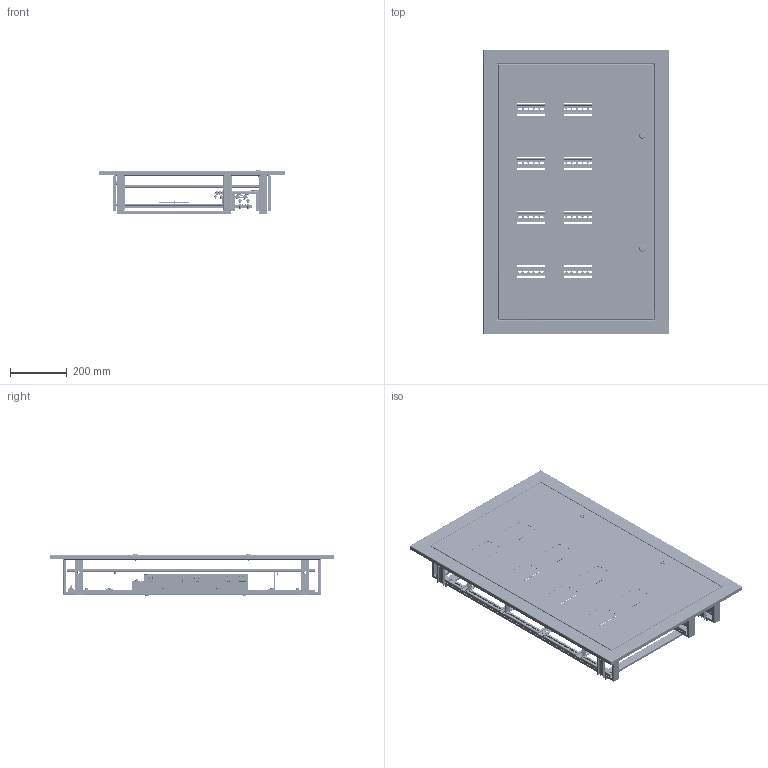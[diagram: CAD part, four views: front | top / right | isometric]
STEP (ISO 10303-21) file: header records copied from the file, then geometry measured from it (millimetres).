
FILE_DESCRIPTION (( 'STEP AP203' ), '1' );
FILE_NAME ('Ùèò ýòàæíûé 8 êâ. 1-äâåðíûé áåç ñëàáîò. îòñ.(1000õ650õ150) EKF PROxima.STEP', '2023-11-16T13:48:30', ( '' ), ( '' ), 'SwSTEP 2.0', 'SolidWorks 2021', '' );
FILE_SCHEMA (( 'CONFIG_CONTROL_DESIGN' ));
Length unit declared in the file: millimetre
Products named in the file (46): 倘-2828.00.00.001 脏朦囗咫黖7,8.; ÌÈ-2414.05.00.002 Ðåéêà ãîðèçîíòàëüíàÿ_8®â¢.; Çàìîê ïî÷òîâûé; ÌÈ-1904.07.00.001 Êðîíøòåéí îäíîñòóïåí÷àòûé; Çàêëåïêà ãàå÷íàÿ Ì8; hex flange nut_din1_Hexagon Flange Nut DIN 6923 - M6 - N; cross ph tapping 968_din_Screw DIN 968-ST4.2x13-C-H-N; Ïëàñòèíà 100õ35; ÌÈ-2414.05.00.003 Êðîíøòåéí ïîä äèí-ðåéêó; Øèíà N, PE 12 îòâ._14; ﾕ黑 ﾙﾝ; ÌÈ-2828.03.00.000 Äâåðü ó÷åòà ÑÁ_8ª¢; hex flange nut_din_Hexagon Flange Nut DIN 6923 - M6 - N; Øïèëüêà Ì6õ12; ÌÈ-1904.06.00.000 Èçîëÿòîð êàðáîëèòîâûé ñ ïðÿìûì è 1 ñòóïåí÷àòûì êðîíøòåéíîì; ÌÈ-1904.07.00.002 Êðîíøòåéí äâóõñòóïåí÷àòûé; ÌÈ-2476.01.00.002 Óñèëèòåëü êàáåëüíûé  ; 昈-2828.01.00.000 扻豵鵨 捘; DIN-謥濋趌L=420 (!); Ãàå÷íàÿ çàêëåïêà Ì4; ﾊ瑩傔3 筧ｯ; Çàêëåïêà öèëèíäðè÷åñêàÿ Ì4 ÑÒ-Á ñ âíóòðåííåé ðåçüáîé_Œ8; ﾌﾈ-2650.01.00.007 ﾊ煇鳫; 昈-2476.01.00.001 栺樇罻; pan head cross recess screw_din_DIN EN ISO 7045 - M6 x 20 - Z - 20N; ÌÈ-2414.01.00.001 Ñòåíêà áîêîâàÿ; Çàæèì äëÿ ïðîâîäíèêîâ ïèòàþùåé öåïè_1; ÌÈ-2414.06.00.00 Èçîëÿòîð êàðáîëèòîâûé 3õ ñòóïåí÷àòûì  è 2õ ñòóïåí÷àòûì êðîíøòåéíàìè; hex flange nut_din3_Hexagon Flange Nut DIN 6923 - M6 - N; ÌÈ-2650.05.00.000 Ðàìà ìîíòàæíàÿ ÑÁ_7,8ª¢; 2_DIN EN ISO 7045 - M4 x 16 - Z - 16N; ÌÈ-2476.04.00.001 Äåðæàòåëü êàðòîíà; Ùèò ýòàæíûé 8 êâ. 1-äâåðíûé áåç ñëàáîò. îòñ.(1000õ650õ150) EKF PROxima; ÌÈ-1904.07.00.000 Èçîëÿòîð êàðáîëèòîâûé 1 ñòóïåí÷àòûì  è 2õ ñòóïåí÷àòûì êðîíøòåéíàìè; pan head cross recess screw_din11_ISO 7045 - M4 x 10 - Z --- 10N; ÌÈ-1904.06.00.001 Êðîíøòåéí ïðÿìîé; pan head cross recess screw_din2_DIN EN ISO 7045 - M4 x 16 - Z - 16N; ÌÈ-2414.06.00.001 Êðîíøòåéí òðåõñòóïåí÷àòûé; ÌÈ-2650.05.00.001 Ðåéêà âåðòèêàëüíàÿ; Çàêëåïêà ãàå÷íàÿ Ì4 ...
Assembly tree (190 placements, depth 4):
  Ùèò ýòàæíûé 8 êâ. 1-äâåðíûé áåç ñëàáîò. îòñ.(1000õ650õ150) EKF PROxima
    昈-2828.01.00.000 扻豵鵨 捘
      ÌÈ-2414.01.00.001 Ñòåíêà áîêîâàÿ  x2
      昈-2476.01.00.001 栺樇罻  x2
      Ïëàñòèíà 100õ35  x4
      ÌÈ-2476.01.00.002 Óñèëèòåëü êàáåëüíûé    x2
      Çàêëåïêà ãàå÷íàÿ Ì8  x4
      Øïèëüêà Ì6õ12  x2
      ﾌﾈ-2650.01.00.007 ﾊ煇鳫  x3
      Çàêëåïêà ãàå÷íàÿ Ì6  x4
    pan head cross recess screw_din1_ISO 7045 - M4 x 16 - Z --- 16N  x3
    cross ph tapping 968_din_Screw DIN 968-ST4.2x13-C-H-N  x2
    hex flange nut_din1_Hexagon Flange Nut DIN 6923 - M6 - N  x2
    hex flange nut_din_Hexagon Flange Nut DIN 6923 - M6 - N  x2
    pan head cross recess screw_din_DIN EN ISO 7045 - M6 x 20 - Z - 20N  x6
    ÌÈ-2650.05.00.000 Ðàìà ìîíòàæíàÿ ÑÁ_7,8ª¢
      ÌÈ-2650.05.00.001 Ðåéêà âåðòèêàëüíàÿ  x2
      ÌÈ-2414.05.00.002 Ðåéêà ãîðèçîíòàëüíàÿ_8®â¢.
      pan head cross recess screw_din11_DIN EN ISO 7045 - M6 x 16 - Z - 16N  x10
      hex flange nut_din3_Hexagon Flange Nut DIN 6923 - M6 - N  x10
      ﾕ黑 ﾙﾝ
      pan head cross recess screw_din2_DIN EN ISO 7045 - M4 x 16 - Z - 16N  x2
      Çàêëåïêà öèëèíäðè÷åñêàÿ Ì4 ÑÒ-Á ñ âíóòðåííåé ðåçüáîé_Œ8
      Øèíà N, PE 12 îòâ._14
      2_DIN EN ISO 7045 - M4 x 16 - Z - 16N
      ÌÈ-2414.05.00.003 Êðîíøòåéí ïîä äèí-ðåéêó  x5
      DIN-謥濋趌L=420 (!)  x4
      ÌÈ-1904.06.00.000 Èçîëÿòîð êàðáîëèòîâûé ñ ïðÿìûì è 1 ñòóïåí÷àòûì êðîíøòåéíîì
        Çàæèì äëÿ ïðîâîäíèêîâ ïèòàþùåé öåïè_1
        ﾕ黑 ﾙﾝ  x2
        ÌÈ-1904.06.00.001 Êðîíøòåéí ïðÿìîé
        ÌÈ-1904.07.00.001 Êðîíøòåéí îäíîñòóïåí÷àòûé
        Ãàå÷íàÿ çàêëåïêà Ì4  x9
        pan head cross recess screw_din11_ISO 7045 - M4 x 10 - Z --- 10N  x8
        plain washer 6902 type abc_din_DIN 6902-A4.55  x3
        pan head cross recess screw_din11_DIN EN ISO 7045 - M4 x 10 - Z - 10N
      ÌÈ-1904.07.00.000 Èçîëÿòîð êàðáîëèòîâûé 1 ñòóïåí÷àòûì  è 2õ ñòóïåí÷àòûì êðîíøòåéíàìè
        Çàæèì äëÿ ïðîâîäíèêîâ ïèòàþùåé öåïè_1
        ÌÈ-1904.07.00.001 Êðîíøòåéí îäíîñòóïåí÷àòûé
        ÌÈ-1904.07.00.002 Êðîíøòåéí äâóõñòóïåí÷àòûé
        ﾕ黑 ﾙﾝ  x2
        Ãàå÷íàÿ çàêëåïêà Ì4  x11
        pan head cross recess screw_din11_ISO 7045 - M4 x 10 - Z --- 10N  x10
        plain washer 6902 type abc_din_DIN 6902-A4.55  x5
        pan head cross recess screw_din11_DIN EN ISO 7045 - M4 x 10 - Z - 10N
      ÌÈ-2414.06.00.00 Èçîëÿòîð êàðáîëèòîâûé 3õ ñòóïåí÷àòûì  è 2õ ñòóïåí÷àòûì êðîíøòåéíàìè
        Çàæèì äëÿ ïðîâîäíèêîâ ïèòàþùåé öåïè_1
        ÌÈ-2414.06.00.001 Êðîíøòåéí òðåõñòóïåí÷àòûé
        ÌÈ-1904.07.00.002 Êðîíøòåéí äâóõñòóïåí÷àòûé
        ﾕ黑 ﾙﾝ  x2
        Ãàå÷íàÿ çàêëåïêà Ì4  x14
        pan head cross recess screw_din11_ISO 7045 - M4 x 10 - Z --- 10N  x14
        plain washer 6902 type abc_din_DIN 6902-A4.55  x8
    ﾊ瑩傔3 筧ｯ
    ÌÈ-2476.04.00.001 Äåðæàòåëü êàðòîíà
    倘-2828.00.00.001 脏朦囗咫黖7,8.
    ÌÈ-2828.03.00.000 Äâåðü ó÷åòà ÑÁ_8ª¢
      ﾌﾈ-2828.03.00.001 ﾄ粢 褪濱8 ｪ｢
      Çàìîê ïî÷òîâûé  x2
      Çàêëåïêà ãàå÷íàÿ Ì4  x2
Bounding box: 650 x 1000 x 153 mm (x, y, z)
Volume: 1733600.4 mm3; surface area: 3645312 mm2
Topology: 184 solids, 184 shells, 6973 faces, 16711 edges, 10176 vertices
Faces by surface type: plane 3324, cylinder 2007, cone 748, torus 560, bspline 218, sphere 116
Entity records: 79423 total; most frequent: CARTESIAN_POINT 18863, DIRECTION 10896, ORIENTED_EDGE 10508, EDGE_CURVE 5254, AXIS2_PLACEMENT_3D 3895, VERTEX_POINT 3250, VECTOR 3106, LINE 3106
